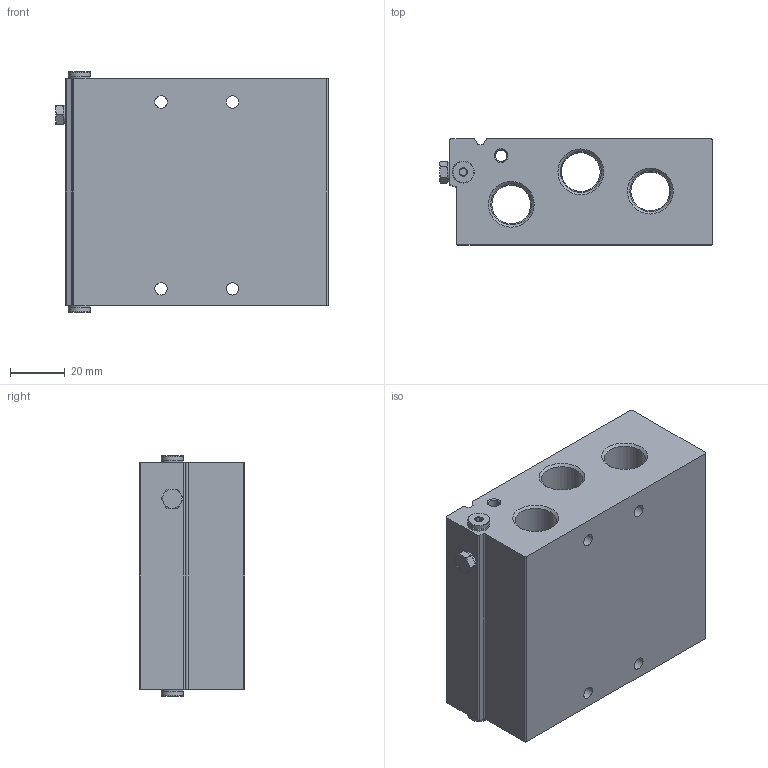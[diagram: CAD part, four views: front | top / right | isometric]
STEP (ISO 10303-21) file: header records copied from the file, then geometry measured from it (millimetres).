
FILE_DESCRIPTION(/* description */ ('STEP AP214'),/* implementation_level */ '2;1');
FILE_NAME(/* name */ '574468_VABM-L1-18W-G38-3',/* time_stamp */ '2024-09-16T02:32:27+02:00',/* author */ ('License CC BY-ND 4.0'),/* organization */ ('CADENAS'),/* preprocessor_version */ 'ST-DEVELOPER v19.3',/* originating_system */ 'PARTsolutions',/* authorisation */ ' ');
FILE_SCHEMA (('PROCESS_PLANNING_SCHEMA','AUTOMOTIVE_DESIGN {1 0 10303 214 3 1 1}'));
Length unit declared in the file: millimetre
Products named in the file (4): 574468 VABM-L1-18W-G38-3; 574468 VABM-L1-18W-G38-3---(L1-P); 174308 B-M5-B; 743818 VUVG---(VS)
Assembly tree (4 placements, depth 2):
  574468 VABM-L1-18W-G38-3
    574468 VABM-L1-18W-G38-3---(L1-P)
    174308 B-M5-B  x2
    743818 VUVG---(VS)
Bounding box: 99.1 x 38.5 x 87.5 mm (x, y, z)
Volume: 232190.1 mm3; surface area: 53775.3 mm2
Topology: 4 solids, 4 shells, 406 faces, 1010 edges, 654 vertices
Faces by surface type: plane 223, cylinder 111, cone 59, torus 13
Full cylindrical faces by diameter (mm): 0.7 x2, 0.9 x2, 2 x8, 2.35 x1, 2.459 x6, 2.5 x1, 3.3 x1, 3.4 x2, 3.5 x1, 4.019 x1, 4.1 x1, 4.134 x2, 4.2 x2, 4.5 x4, 5 x3, 7 x1, 7.2 x2, 7.8 x12, 8 x4, 9 x3, 11.445 x6, 14.15 x3, 14.95 x6
Entity records: 11364 total; most frequent: CARTESIAN_POINT 2152, DIRECTION 1788, ORIENTED_EDGE 1604, EDGE_CURVE 802, AXIS2_PLACEMENT_3D 651, FACE_BOUND 608, EDGE_LOOP 602, VERTEX_POINT 592
